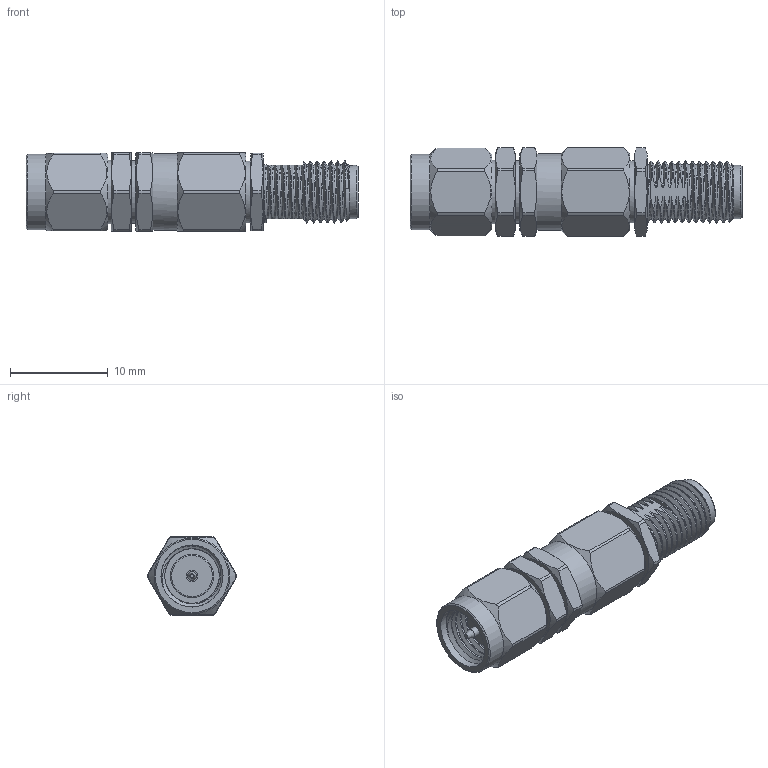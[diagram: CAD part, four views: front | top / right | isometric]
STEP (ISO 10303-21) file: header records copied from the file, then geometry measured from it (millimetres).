
FILE_DESCRIPTION (( 'STEP AP203' ), '1' );
FILE_NAME ('SMP2046_3D.step', '2021-07-27T15:41:05', ( '' ), ( '' ), 'SwSTEP 2.0', 'SolidWorks 2021', '' );
FILE_SCHEMA (( 'CONFIG_CONTROL_DESIGN' ));
Length unit declared in the file: inch
Products named in the file (1): SMP2046_3D
Bounding box: 34 x 9.08 x 8 mm (x, y, z)
Volume: 1457.1 mm3; surface area: 1555.1 mm2
Topology: 3 solids, 3 shells, 200 faces, 532 edges, 352 vertices
Faces by surface type: cylinder 67, plane 59, bspline 42, cone 32
Full cylindrical faces by diameter (mm): 0.914 x1, 0.94 x2, 1.168 x1, 1.194 x1, 1.702 x1, 4.445 x1, 4.572 x1, 5.436 x1, 6.35 x11, 6.533 x1, 7.762 x1, 7.885 x1
Entity records: 24706 total; most frequent: CARTESIAN_POINT 20669, ORIENTED_EDGE 942, DIRECTION 636, EDGE_CURVE 471, VERTEX_POINT 334, AXIS2_PLACEMENT_3D 275, EDGE_LOOP 239, FACE_OUTER_BOUND 207
